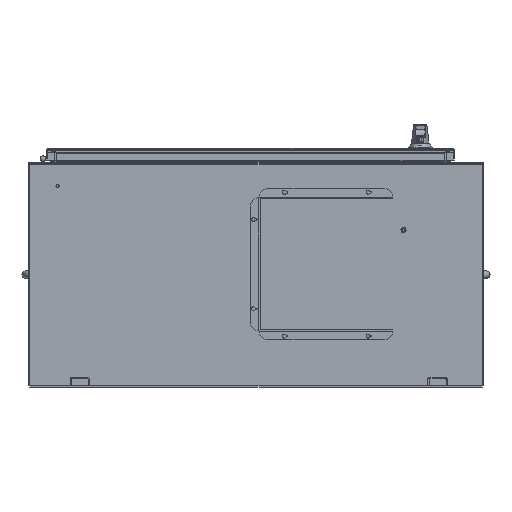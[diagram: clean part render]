
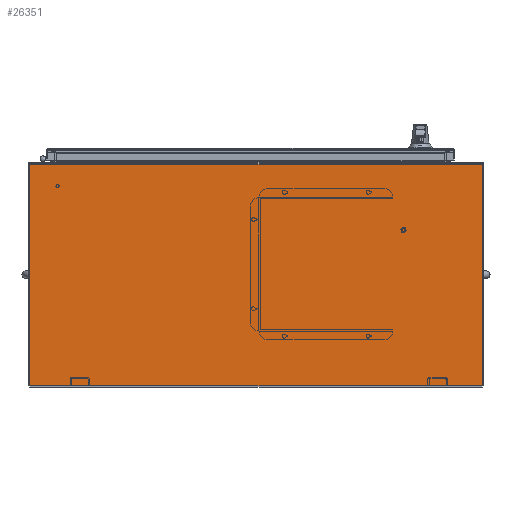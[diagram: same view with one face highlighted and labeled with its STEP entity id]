
A CAD part, front view. The second image highlights one B-rep face of the part: STEP entity #26351.
In plain terms, the highlighted face is planar.
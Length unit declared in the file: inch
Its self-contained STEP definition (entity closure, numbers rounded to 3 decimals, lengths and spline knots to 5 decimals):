
#4665 = CARTESIAN_POINT ( 'NONE',  ( 0., 0., -0.125 ) ) ;
#6366 = VERTEX_POINT ( 'NONE', #53386 ) ;
#7202 = DIRECTION ( 'NONE',  ( 0., -1., 0. ) ) ;
#8634 = FACE_OUTER_BOUND ( 'NONE', #37048, .T. ) ;
#9047 = EDGE_CURVE ( 'NONE', #22312, #37144, #65711, .T. ) ;
#12109 = CARTESIAN_POINT ( 'NONE',  ( 0., 0., -0.125 ) ) ;
#17287 = AXIS2_PLACEMENT_3D ( 'NONE', #4665, #50318, #40482 ) ;
#18339 = ORIENTED_EDGE ( 'NONE', *, *, #29259, .F. ) ;
#19648 = LINE ( 'NONE', #59410, #39701 ) ;
#19905 = CARTESIAN_POINT ( 'NONE',  ( 0., 0., -0.125 ) ) ;
#20036 = VECTOR ( 'NONE', #33716, 39.37008 ) ;
#22312 = VERTEX_POINT ( 'NONE', #59015 ) ;
#26351 = ADVANCED_FACE ( 'NONE', ( #8634 ), #66002, .F. ) ;
#27892 = EDGE_CURVE ( 'NONE', #6366, #61138, #19648, .T. ) ;
#28398 = LINE ( 'NONE', #46265, #33219 ) ;
#28564 = CARTESIAN_POINT ( 'NONE',  ( 0., 0., -0.125 ) ) ;
#29009 = DIRECTION ( 'NONE',  ( 1., 0., 0. ) ) ;
#29259 = EDGE_CURVE ( 'NONE', #61138, #22312, #28398, .T. ) ;
#30109 = LINE ( 'NONE', #12109, #36511 ) ;
#33219 = VECTOR ( 'NONE', #61902, 39.37008 ) ;
#33716 = DIRECTION ( 'NONE',  ( -1., 0., 0. ) ) ;
#36215 = CARTESIAN_POINT ( 'NONE',  ( 40.5, -19.815, -0.125 ) ) ;
#36511 = VECTOR ( 'NONE', #7202, 39.37008 ) ;
#37048 = EDGE_LOOP ( 'NONE', ( #40730, #63396, #44241, #18339 ) ) ;
#37144 = VERTEX_POINT ( 'NONE', #19905 ) ;
#39701 = VECTOR ( 'NONE', #29009, 39.37008 ) ;
#40482 = DIRECTION ( 'NONE',  ( 0., -1., 0. ) ) ;
#40730 = ORIENTED_EDGE ( 'NONE', *, *, #27892, .F. ) ;
#44241 = ORIENTED_EDGE ( 'NONE', *, *, #9047, .F. ) ;
#46265 = CARTESIAN_POINT ( 'NONE',  ( 40.5, 0., -0.125 ) ) ;
#50318 = DIRECTION ( 'NONE',  ( 0., 0., 1. ) ) ;
#53386 = CARTESIAN_POINT ( 'NONE',  ( 0., -19.815, -0.125 ) ) ;
#59015 = CARTESIAN_POINT ( 'NONE',  ( 40.5, 0., -0.125 ) ) ;
#59410 = CARTESIAN_POINT ( 'NONE',  ( 0., -19.815, -0.125 ) ) ;
#61138 = VERTEX_POINT ( 'NONE', #36215 ) ;
#61888 = EDGE_CURVE ( 'NONE', #37144, #6366, #30109, .T. ) ;
#61902 = DIRECTION ( 'NONE',  ( 0., 1., 0. ) ) ;
#63396 = ORIENTED_EDGE ( 'NONE', *, *, #61888, .F. ) ;
#65711 = LINE ( 'NONE', #28564, #20036 ) ;
#66002 = PLANE ( 'NONE',  #17287 ) ;
